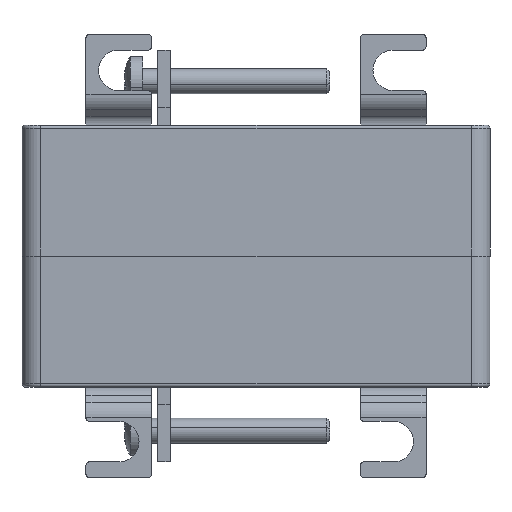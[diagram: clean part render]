
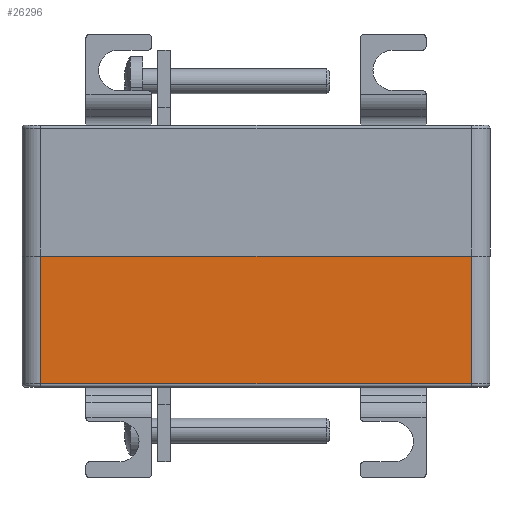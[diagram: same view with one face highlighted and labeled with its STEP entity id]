
A CAD part, front view. The second image highlights one B-rep face of the part: STEP entity #26296.
In plain terms, the highlighted planar face has unit normal (0, -1, 0).
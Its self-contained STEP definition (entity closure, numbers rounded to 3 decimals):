
#667 = LINE ( 'NONE', #14239, #16328 ) ;
#920 = CARTESIAN_POINT ( 'NONE',  ( -34.5, -41., 21. ) ) ;
#978 = VERTEX_POINT ( 'NONE', #34144 ) ;
#1056 = ORIENTED_EDGE ( 'NONE', *, *, #10503, .T. ) ;
#2266 = CARTESIAN_POINT ( 'NONE',  ( -34.5, -41., 21. ) ) ;
#6151 = FACE_OUTER_BOUND ( 'NONE', #10562, .T. ) ;
#6642 = VECTOR ( 'NONE', #33427, 1000. ) ;
#6659 = LINE ( 'NONE', #920, #35391 ) ;
#7591 = VECTOR ( 'NONE', #22036, 1000. ) ;
#8012 = ORIENTED_EDGE ( 'NONE', *, *, #32939, .T. ) ;
#8366 = CARTESIAN_POINT ( 'NONE',  ( 34.5, -41., 0.5 ) ) ;
#8390 = LINE ( 'NONE', #30631, #6642 ) ;
#8494 = AXIS2_PLACEMENT_3D ( 'NONE', #20382, #9294, #28753 ) ;
#9294 = DIRECTION ( 'NONE',  ( 0., 1., 0. ) ) ;
#10503 = EDGE_CURVE ( 'NONE', #14935, #978, #6659, .T. ) ;
#10562 = EDGE_LOOP ( 'NONE', ( #1056, #8012, #30930, #23018 ) ) ;
#11985 = PLANE ( 'NONE',  #8494 ) ;
#14239 = CARTESIAN_POINT ( 'NONE',  ( 34.5, -41., 21. ) ) ;
#14935 = VERTEX_POINT ( 'NONE', #2266 ) ;
#16328 = VECTOR ( 'NONE', #33707, 1000. ) ;
#18757 = VERTEX_POINT ( 'NONE', #33897 ) ;
#20382 = CARTESIAN_POINT ( 'NONE',  ( -37.5, -41., 21. ) ) ;
#20668 = EDGE_CURVE ( 'NONE', #25552, #18757, #667, .T. ) ;
#22036 = DIRECTION ( 'NONE',  ( 1., 0., 0. ) ) ;
#23018 = ORIENTED_EDGE ( 'NONE', *, *, #25557, .F. ) ;
#23288 = LINE ( 'NONE', #35911, #7591 ) ;
#25552 = VERTEX_POINT ( 'NONE', #8366 ) ;
#25557 = EDGE_CURVE ( 'NONE', #14935, #18757, #8390, .T. ) ;
#26296 = ADVANCED_FACE ( 'NONE', ( #6151 ), #11985, .F. ) ;
#28753 = DIRECTION ( 'NONE',  ( 0., 0., 1. ) ) ;
#28791 = DIRECTION ( 'NONE',  ( 0., 0., -1. ) ) ;
#30631 = CARTESIAN_POINT ( 'NONE',  ( -37.5, -41., 21. ) ) ;
#30930 = ORIENTED_EDGE ( 'NONE', *, *, #20668, .T. ) ;
#32939 = EDGE_CURVE ( 'NONE', #978, #25552, #23288, .T. ) ;
#33427 = DIRECTION ( 'NONE',  ( 1., 0., 0. ) ) ;
#33707 = DIRECTION ( 'NONE',  ( 0., 0., 1. ) ) ;
#33897 = CARTESIAN_POINT ( 'NONE',  ( 34.5, -41., 21. ) ) ;
#34144 = CARTESIAN_POINT ( 'NONE',  ( -34.5, -41., 0.5 ) ) ;
#35391 = VECTOR ( 'NONE', #28791, 1000. ) ;
#35911 = CARTESIAN_POINT ( 'NONE',  ( 34.5, -41., 0.5 ) ) ;
